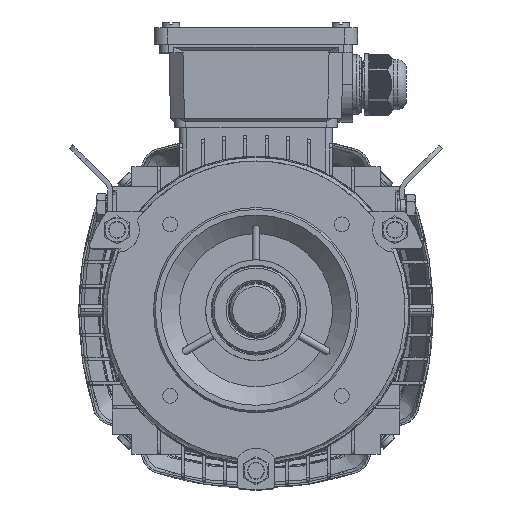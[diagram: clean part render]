
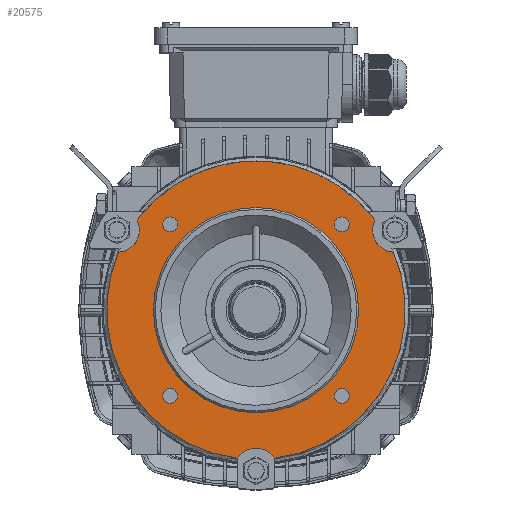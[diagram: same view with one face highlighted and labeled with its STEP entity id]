
A CAD part, top view. The second image highlights one B-rep face of the part: STEP entity #20575.
In plain terms, the highlighted planar face has unit normal (0, 0, 1).
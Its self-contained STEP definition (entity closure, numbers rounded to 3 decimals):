
#6304=PLANE('',#77037);
#20575=ADVANCED_FACE('',(#26372,#26373,#26374,#26375,#26376,#26377),#6304,
 .F.);
#26372=FACE_BOUND('',#29357,.T.);
#26373=FACE_BOUND('',#29358,.T.);
#26374=FACE_BOUND('',#29359,.T.);
#26375=FACE_BOUND('',#29360,.T.);
#26376=FACE_BOUND('',#29361,.T.);
#26377=FACE_BOUND('',#29362,.T.);
#29357=EDGE_LOOP('',(#42445));
#29358=EDGE_LOOP('',(#42446));
#29359=EDGE_LOOP('',(#42447));
#29360=EDGE_LOOP('',(#42448));
#29361=EDGE_LOOP('',(#42449));
#29362=EDGE_LOOP('',(#42450,#42451,#42452,#42453,#42454,#42455));
#42445=ORIENTED_EDGE('',*,*,#65600,.T.);
#42446=ORIENTED_EDGE('',*,*,#65601,.T.);
#42447=ORIENTED_EDGE('',*,*,#65602,.T.);
#42448=ORIENTED_EDGE('',*,*,#65603,.T.);
#42449=ORIENTED_EDGE('',*,*,#65604,.F.);
#42450=ORIENTED_EDGE('',*,*,#65435,.T.);
#42451=ORIENTED_EDGE('',*,*,#65605,.T.);
#42452=ORIENTED_EDGE('',*,*,#65425,.T.);
#42453=ORIENTED_EDGE('',*,*,#65606,.T.);
#42454=ORIENTED_EDGE('',*,*,#65460,.T.);
#42455=ORIENTED_EDGE('',*,*,#65607,.T.);
#56632=VERTEX_POINT('',#121428);
#56633=VERTEX_POINT('',#121429);
#56642=VERTEX_POINT('',#121448);
#56643=VERTEX_POINT('',#121450);
#56662=VERTEX_POINT('',#121573);
#56663=VERTEX_POINT('',#121574);
#56779=VERTEX_POINT('',#122353);
#56780=VERTEX_POINT('',#122355);
#56781=VERTEX_POINT('',#122357);
#56782=VERTEX_POINT('',#122359);
#56783=VERTEX_POINT('',#122361);
#65425=EDGE_CURVE('',#56632,#56633,#71954,.T.);
#65435=EDGE_CURVE('',#56643,#56642,#71959,.T.);
#65460=EDGE_CURVE('',#56662,#56663,#71969,.T.);
#65600=EDGE_CURVE('',#56779,#56779,#72018,.T.);
#65601=EDGE_CURVE('',#56780,#56780,#72019,.T.);
#65602=EDGE_CURVE('',#56781,#56781,#72020,.T.);
#65603=EDGE_CURVE('',#56782,#56782,#72021,.T.);
#65604=EDGE_CURVE('',#56783,#56783,#72022,.T.);
#65605=EDGE_CURVE('',#56642,#56632,#72023,.T.);
#65606=EDGE_CURVE('',#56633,#56662,#72024,.T.);
#65607=EDGE_CURVE('',#56663,#56643,#72025,.T.);
#71954=CIRCLE('',#76941,80.);
#71959=CIRCLE('',#76947,80.);
#71969=CIRCLE('',#76964,80.);
#72018=CIRCLE('',#77029,4.);
#72019=CIRCLE('',#77030,4.);
#72020=CIRCLE('',#77031,4.);
#72021=CIRCLE('',#77032,4.);
#72022=CIRCLE('',#77033,55.);
#72023=CIRCLE('',#77034,12.);
#72024=CIRCLE('',#77035,12.);
#72025=CIRCLE('',#77036,12.);
#76941=AXIS2_PLACEMENT_3D('',#121427,#89975,#89976);
#76947=AXIS2_PLACEMENT_3D('',#121449,#89992,#89993);
#76964=AXIS2_PLACEMENT_3D('',#121572,#90037,#90038);
#77029=AXIS2_PLACEMENT_3D('',#122352,#90189,#90190);
#77030=AXIS2_PLACEMENT_3D('',#122354,#90191,#90192);
#77031=AXIS2_PLACEMENT_3D('',#122356,#90193,#90194);
#77032=AXIS2_PLACEMENT_3D('',#122358,#90195,#90196);
#77033=AXIS2_PLACEMENT_3D('',#122360,#90197,#90198);
#77034=AXIS2_PLACEMENT_3D('',#122362,#90199,#90200);
#77035=AXIS2_PLACEMENT_3D('',#122363,#90201,#90202);
#77036=AXIS2_PLACEMENT_3D('',#122364,#90203,#90204);
#77037=AXIS2_PLACEMENT_3D('',#122365,#90205,#90206);
#89975=DIRECTION('',(0.,0.,1.));
#89976=DIRECTION('',(1.,0.,0.));
#89992=DIRECTION('',(0.,0.,1.));
#89993=DIRECTION('',(1.,0.,0.));
#90037=DIRECTION('',(0.,0.,1.));
#90038=DIRECTION('',(1.,0.,0.));
#90189=DIRECTION('',(0.,0.,-1.));
#90190=DIRECTION('',(-1.,0.,0.));
#90191=DIRECTION('',(0.,0.,-1.));
#90192=DIRECTION('',(-1.,0.,0.));
#90193=DIRECTION('',(0.,0.,-1.));
#90194=DIRECTION('',(-1.,0.,0.));
#90195=DIRECTION('',(0.,0.,-1.));
#90196=DIRECTION('',(-1.,0.,0.));
#90197=DIRECTION('',(0.,0.,1.));
#90198=DIRECTION('',(1.,0.,0.));
#90199=DIRECTION('',(0.,0.,-1.));
#90200=DIRECTION('',(-1.,0.,0.));
#90201=DIRECTION('',(0.,0.,-1.));
#90202=DIRECTION('',(-1.,0.,0.));
#90203=DIRECTION('',(0.,0.,-1.));
#90204=DIRECTION('',(-1.,0.,0.));
#90205=DIRECTION('',(0.,0.,-1.));
#90206=DIRECTION('',(-1.,0.,0.));
#121427=CARTESIAN_POINT('',(0.,0.,237.));
#121428=CARTESIAN_POINT('',(63.736,48.349,237.));
#121429=CARTESIAN_POINT('',(-63.736,48.349,237.));
#121448=CARTESIAN_POINT('',(73.74,31.023,237.));
#121449=CARTESIAN_POINT('',(0.,0.,237.));
#121450=CARTESIAN_POINT('',(10.004,-79.372,237.));
#121572=CARTESIAN_POINT('',(0.,0.,237.));
#121573=CARTESIAN_POINT('',(-73.74,31.023,237.));
#121574=CARTESIAN_POINT('',(-10.004,-79.372,237.));
#122352=CARTESIAN_POINT('',(45.962,-45.962,237.));
#122353=CARTESIAN_POINT('',(41.962,-45.962,237.));
#122354=CARTESIAN_POINT('',(-45.962,-45.962,237.));
#122355=CARTESIAN_POINT('',(-49.962,-45.962,237.));
#122356=CARTESIAN_POINT('',(45.962,45.962,237.));
#122357=CARTESIAN_POINT('',(41.962,45.962,237.));
#122358=CARTESIAN_POINT('',(-45.962,45.962,237.));
#122359=CARTESIAN_POINT('',(-49.962,45.962,237.));
#122360=CARTESIAN_POINT('',(0.,0.,237.));
#122361=CARTESIAN_POINT('',(55.,0.,237.));
#122362=CARTESIAN_POINT('',(74.478,43.,237.));
#122363=CARTESIAN_POINT('',(-74.478,43.,237.));
#122364=CARTESIAN_POINT('',(0.,-86.,237.));
#122365=CARTESIAN_POINT('',(0.,80.,237.));
